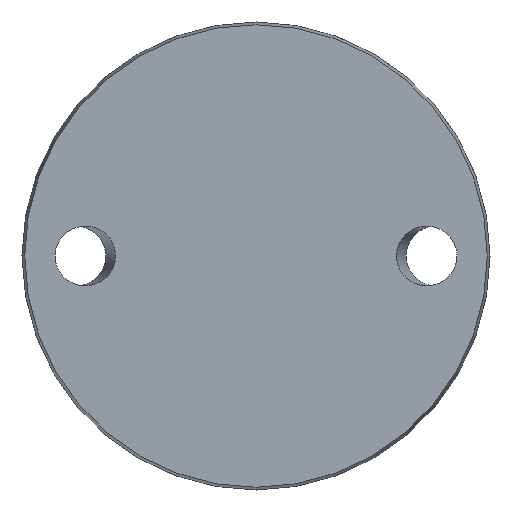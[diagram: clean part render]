
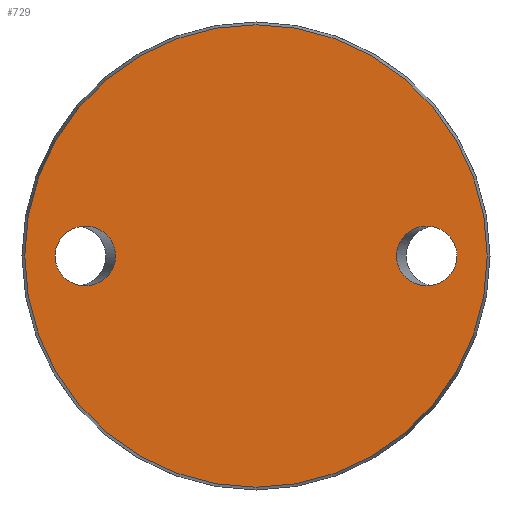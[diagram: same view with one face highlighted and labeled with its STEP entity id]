
A CAD part, front view. The second image highlights one B-rep face of the part: STEP entity #729.
In plain terms, the highlighted planar face has unit normal (0, -1, 0).
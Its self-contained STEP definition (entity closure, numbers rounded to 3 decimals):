
#21 = CARTESIAN_POINT ( 'NONE',  ( -29.413, 0., -12.5 ) ) ;
#27 = CARTESIAN_POINT ( 'NONE',  ( 0., 0., -48.425 ) ) ;
#43 =( BOUNDED_CURVE ( )  B_SPLINE_CURVE ( 3, ( #314, #262, #504, #741, #21, #266, #507 ),
 .UNSPECIFIED., .T., .F. ) 
 B_SPLINE_CURVE_WITH_KNOTS ( ( 4, 3, 4 ),
 ( 0., 3.142, 6.283 ),
 .UNSPECIFIED. ) 
 CURVE ( )  GEOMETRIC_REPRESENTATION_ITEM ( )  RATIONAL_B_SPLINE_CURVE ( ( 1., 0.333, 0.333, 1., 0.333, 0.333, 1. ) ) 
 REPRESENTATION_ITEM ( '' )  );
#55 = FACE_OUTER_BOUND ( 'NONE', #211, .T. ) ;
#85 = DIRECTION ( 'NONE',  ( 0., -1., 0. ) ) ;
#100 = CARTESIAN_POINT ( 'NONE',  ( 29.413, 0., 12.5 ) ) ;
#128 = EDGE_LOOP ( 'NONE', ( #338 ) ) ;
#130 = AXIS2_PLACEMENT_3D ( 'NONE', #688, #85, #332 ) ;
#141 = VERTEX_POINT ( 'NONE', #27 ) ;
#147 = CARTESIAN_POINT ( 'NONE',  ( -42.087, 0., 0. ) ) ;
#163 = CARTESIAN_POINT ( 'NONE',  ( 42.087, 0., -12.5 ) ) ;
#178 = ORIENTED_EDGE ( 'NONE', *, *, #584, .T. ) ;
#186 = FACE_BOUND ( 'NONE', #128, .T. ) ;
#197 = ORIENTED_EDGE ( 'NONE', *, *, #449, .T. ) ;
#211 = EDGE_LOOP ( 'NONE', ( #197 ) ) ;
#231 = CARTESIAN_POINT ( 'NONE',  ( 42.087, 0., 12.5 ) ) ;
#242 = DIRECTION ( 'NONE',  ( 0., 0., 1. ) ) ;
#262 = CARTESIAN_POINT ( 'NONE',  ( -42.087, 0., 12.5 ) ) ;
#266 = CARTESIAN_POINT ( 'NONE',  ( -42.087, 0., -12.5 ) ) ;
#314 = CARTESIAN_POINT ( 'NONE',  ( -42.087, 0., 0. ) ) ;
#324 = AXIS2_PLACEMENT_3D ( 'NONE', #366, #720, #242 ) ;
#332 = DIRECTION ( 'NONE',  ( 0., 0., -1. ) ) ;
#334 = EDGE_LOOP ( 'NONE', ( #178 ) ) ;
#337 = CIRCLE ( 'NONE', #130, 48.425 ) ;
#338 = ORIENTED_EDGE ( 'NONE', *, *, #439, .T. ) ;
#366 = CARTESIAN_POINT ( 'NONE',  ( -48.425, 0., 0. ) ) ;
#391 =( BOUNDED_CURVE ( )  B_SPLINE_CURVE ( 3, ( #581, #163, #396, #644, #100, #231, #586 ),
 .UNSPECIFIED., .T., .T. ) 
 B_SPLINE_CURVE_WITH_KNOTS ( ( 4, 3, 4 ),
 ( 0., 3.142, 6.283 ),
 .UNSPECIFIED. ) 
 CURVE ( )  GEOMETRIC_REPRESENTATION_ITEM ( )  RATIONAL_B_SPLINE_CURVE ( ( 1., 0.333, 0.333, 1., 0.333, 0.333, 1. ) ) 
 REPRESENTATION_ITEM ( '' )  );
#396 = CARTESIAN_POINT ( 'NONE',  ( 29.413, 0., -12.5 ) ) ;
#411 = PLANE ( 'NONE',  #324 ) ;
#439 = EDGE_CURVE ( 'NONE', #499, #499, #43, .T. ) ;
#449 = EDGE_CURVE ( 'NONE', #141, #141, #337, .T. ) ;
#499 = VERTEX_POINT ( 'NONE', #147 ) ;
#504 = CARTESIAN_POINT ( 'NONE',  ( -29.413, 0., 12.5 ) ) ;
#507 = CARTESIAN_POINT ( 'NONE',  ( -42.087, 0., 0. ) ) ;
#569 = VERTEX_POINT ( 'NONE', #743 ) ;
#581 = CARTESIAN_POINT ( 'NONE',  ( 42.087, 0., 0. ) ) ;
#584 = EDGE_CURVE ( 'NONE', #569, #569, #391, .T. ) ;
#586 = CARTESIAN_POINT ( 'NONE',  ( 42.087, 0., 0. ) ) ;
#644 = CARTESIAN_POINT ( 'NONE',  ( 29.413, 0., 0. ) ) ;
#667 = FACE_BOUND ( 'NONE', #334, .T. ) ;
#688 = CARTESIAN_POINT ( 'NONE',  ( 0., 0., 0. ) ) ;
#720 = DIRECTION ( 'NONE',  ( 0., 1., 0. ) ) ;
#729 = ADVANCED_FACE ( 'NONE', ( #186, #667, #55 ), #411, .F. ) ;
#741 = CARTESIAN_POINT ( 'NONE',  ( -29.413, 0., 0. ) ) ;
#743 = CARTESIAN_POINT ( 'NONE',  ( 42.087, 0., 0. ) ) ;
